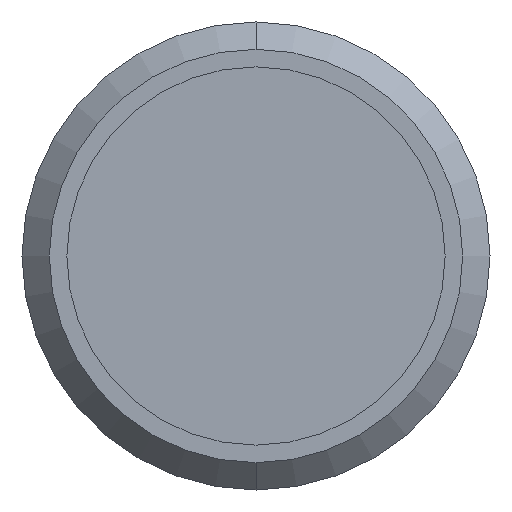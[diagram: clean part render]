
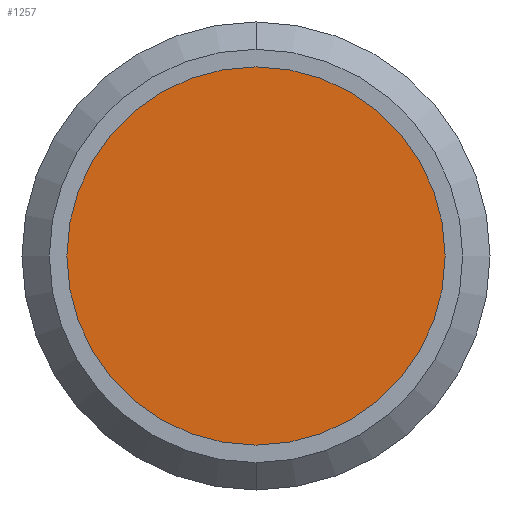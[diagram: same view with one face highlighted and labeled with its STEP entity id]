
A CAD part, front view. The second image highlights one B-rep face of the part: STEP entity #1257.
In plain terms, the highlighted planar face has unit normal (0, -1, 0).
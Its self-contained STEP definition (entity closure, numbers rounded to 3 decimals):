
#1257=ADVANCED_FACE('',(#2473),#2474,.T.);
#1283=EDGE_CURVE('',#2513,#2514,#2515,.T.);
#1285=EDGE_CURVE('',#2513,#2514,#2517,.T.);
#2473=FACE_OUTER_BOUND('',#4100,.T.);
#2474=PLANE('',#4101);
#2513=VERTEX_POINT('',#4141);
#2514=VERTEX_POINT('',#4142);
#2515=CIRCLE('',#4143,4.85);
#2517=CIRCLE('',#4146,4.85);
#4100=EDGE_LOOP('',(#7084,#7085));
#4101=AXIS2_PLACEMENT_3D('',#7086,#7087,#7088);
#4141=CARTESIAN_POINT('',(4.85,-0.01,0.0));
#4142=CARTESIAN_POINT('',(-4.85,-0.01,0.0));
#4143=AXIS2_PLACEMENT_3D('',#7183,#7184,#7185);
#4146=AXIS2_PLACEMENT_3D('',#7186,#7187,#7188);
#7084=ORIENTED_EDGE('',*,*,#1283,.F.);
#7085=ORIENTED_EDGE('',*,*,#1285,.T.);
#7086=CARTESIAN_POINT('',(0.0,-0.01,0.0));
#7087=DIRECTION('',(0.0,-1.0,0.0));
#7088=DIRECTION('',(1.0,0.0,0.0));
#7183=CARTESIAN_POINT('',(0.0,-0.01,0.0));
#7184=DIRECTION('',(-0.0,1.0,0.0));
#7185=DIRECTION('',(1.0,0.0,0.0));
#7186=CARTESIAN_POINT('',(0.0,-0.01,0.0));
#7187=DIRECTION('',(0.0,-1.0,0.0));
#7188=DIRECTION('',(1.0,0.0,0.0));
